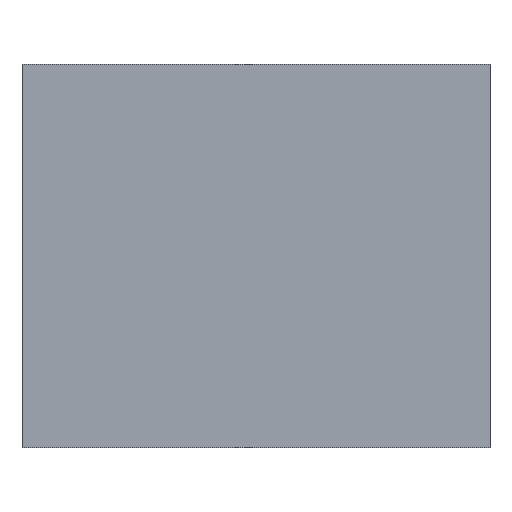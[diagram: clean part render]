
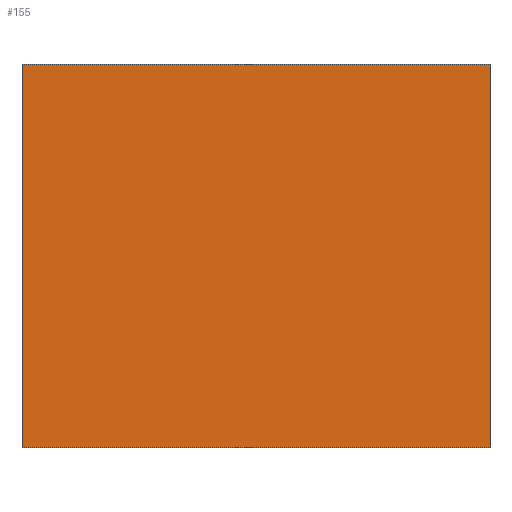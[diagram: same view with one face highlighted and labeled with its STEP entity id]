
A CAD part, front view. The second image highlights one B-rep face of the part: STEP entity #155.
In plain terms, the highlighted planar face has unit normal (0, -1, 0).
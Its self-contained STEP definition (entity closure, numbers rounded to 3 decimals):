
#2 = EDGE_LOOP ( 'NONE', ( #40, #41, #42, #39 ) ) ;
#6 = VERTEX_POINT ( 'NONE', #44 ) ;
#11 = VERTEX_POINT ( 'NONE', #46 ) ;
#19 = VERTEX_POINT ( 'NONE', #49 ) ;
#21 = VERTEX_POINT ( 'NONE', #50 ) ;
#39 = ORIENTED_EDGE ( 'NONE', *, *, #161, .F. ) ;
#40 = ORIENTED_EDGE ( 'NONE', *, *, #154, .F. ) ;
#41 = ORIENTED_EDGE ( 'NONE', *, *, #167, .F. ) ;
#42 = ORIENTED_EDGE ( 'NONE', *, *, #165, .F. ) ;
#44 = CARTESIAN_POINT ( 'NONE',  ( 50.855, 0., -43.269 ) ) ;
#46 = CARTESIAN_POINT ( 'NONE',  ( 50.855, 0., 41.021 ) ) ;
#49 = CARTESIAN_POINT ( 'NONE',  ( -51.979, 0., 41.021 ) ) ;
#50 = CARTESIAN_POINT ( 'NONE',  ( -51.979, 0., -43.269 ) ) ;
#58 = PLANE ( 'NONE',  #230 ) ;
#62 = LINE ( 'NONE', #63, #223 ) ;
#63 = CARTESIAN_POINT ( 'NONE',  ( -51.979, 0., -43.269 ) ) ;
#64 = DIRECTION ( 'NONE',  ( 0., 0., 1. ) ) ;
#65 = CARTESIAN_POINT ( 'NONE',  ( 0., 0., 0. ) ) ;
#66 = DIRECTION ( 'NONE',  ( 0., 1., 0. ) ) ;
#67 = DIRECTION ( 'NONE',  ( 0., 0., 1. ) ) ;
#87 = LINE ( 'NONE', #88, #214 ) ;
#88 = CARTESIAN_POINT ( 'NONE',  ( -51.979, 0., 41.021 ) ) ;
#89 = DIRECTION ( 'NONE',  ( 1., 0., 0. ) ) ;
#99 = LINE ( 'NONE', #100, #211 ) ;
#100 = CARTESIAN_POINT ( 'NONE',  ( 50.855, 0., -43.269 ) ) ;
#101 = DIRECTION ( 'NONE',  ( 0., 0., -1. ) ) ;
#105 = LINE ( 'NONE', #106, #209 ) ;
#106 = CARTESIAN_POINT ( 'NONE',  ( -51.979, 0., -43.269 ) ) ;
#107 = DIRECTION ( 'NONE',  ( -1., 0., 0. ) ) ;
#154 = EDGE_CURVE ( 'NONE', #21, #19, #62, .T. ) ;
#155 = ADVANCED_FACE ( 'NONE', ( #228 ), #58, .F. ) ;
#161 = EDGE_CURVE ( 'NONE', #19, #11, #87, .T. ) ;
#165 = EDGE_CURVE ( 'NONE', #11, #6, #99, .T. ) ;
#167 = EDGE_CURVE ( 'NONE', #6, #21, #105, .T. ) ;
#209 = VECTOR ( 'NONE', #107, 1000. ) ;
#211 = VECTOR ( 'NONE', #101, 1000. ) ;
#214 = VECTOR ( 'NONE', #89, 1000. ) ;
#223 = VECTOR ( 'NONE', #64, 1000. ) ;
#228 = FACE_OUTER_BOUND ( 'NONE', #2, .T. ) ;
#230 = AXIS2_PLACEMENT_3D ( 'NONE', #65, #66, #67 ) ;
